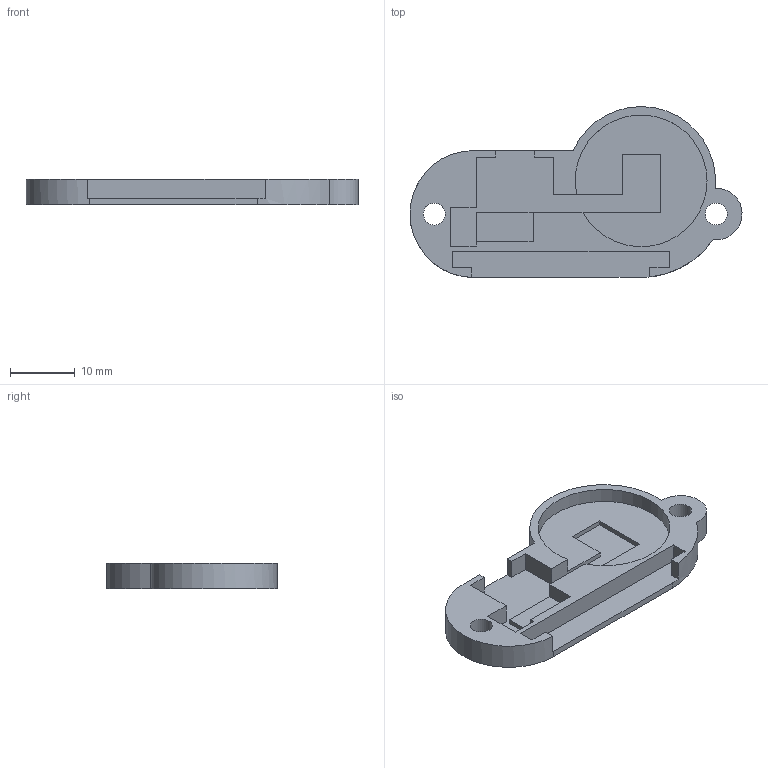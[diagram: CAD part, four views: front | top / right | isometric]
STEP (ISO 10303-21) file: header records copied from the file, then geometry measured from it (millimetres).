
FILE_DESCRIPTION(('FreeCAD Model'),'2;1');
FILE_NAME( 'BugBot.stp', '2017-02-15T17:13:35',('Author'),(''), 'Open CASCADE STEP processor 6.8','FreeCAD','Unknown');
FILE_SCHEMA(('AUTOMOTIVE_DESIGN_CC2 { 1 2 10303 214 -1 1 5 4 }'));
Length unit declared in the file: millimetre
Products named in the file (2): ASSEMBLY; BaseBugBot
Assembly tree (1 placements, depth 2):
  ASSEMBLY
    BaseBugBot
Bounding box: 51.38 x 26.44 x 4 mm (x, y, z)
Volume: 2207.2 mm3; surface area: 2949.7 mm2
Topology: 1 solids, 1 shells, 39 faces, 113 edges, 76 vertices
Faces by surface type: plane 32, cylinder 7
Full cylindrical faces by diameter (mm): 3.4 x2
Entity records: 2967 total; most frequent: CARTESIAN_POINT 724, DIRECTION 399, LINE 281, VECTOR 281, ORIENTED_EDGE 226, PCURVE 226, DEFINITIONAL_REPRESENTATION 226, EDGE_CURVE 113
